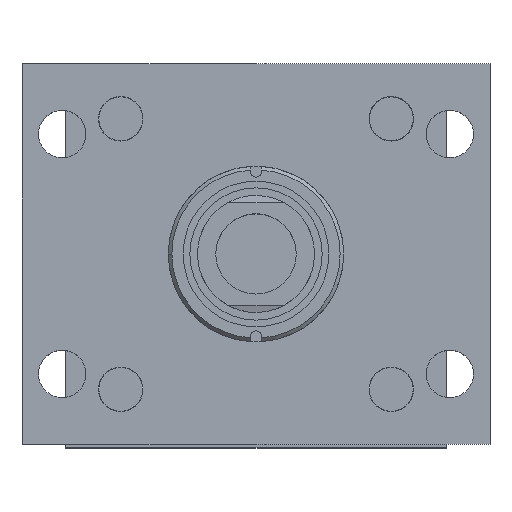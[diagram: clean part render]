
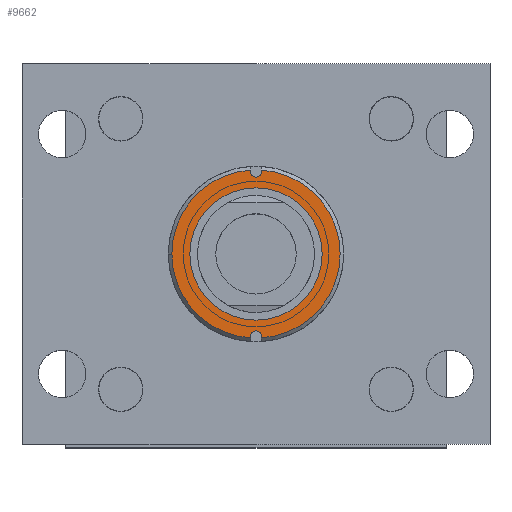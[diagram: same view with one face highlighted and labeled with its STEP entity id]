
A CAD part, top view. The second image highlights one B-rep face of the part: STEP entity #9662.
In plain terms, the highlighted planar face has unit normal (0, 0, 1).
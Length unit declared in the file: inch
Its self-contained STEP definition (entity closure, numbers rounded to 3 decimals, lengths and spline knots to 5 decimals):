
#105 = CARTESIAN_POINT ( 'NONE',  ( 19.2471, 42.4197, -2.93519 ) ) ;
#141 = EDGE_CURVE ( 'NONE', #5580, #5335, #2840, .T. ) ;
#171 = CARTESIAN_POINT ( 'NONE',  ( 19.1531, 41.0137, -2.93519 ) ) ;
#311 = DIRECTION ( 'NONE',  ( 0., 0., 1. ) ) ;
#351 = DIRECTION ( 'NONE',  ( 0., 0., -1. ) ) ;
#383 = CIRCLE ( 'NONE', #9928, 0.094 ) ;
#405 = CARTESIAN_POINT ( 'NONE',  ( 19.3411, 43.55073, -2.93519 ) ) ;
#406 = ORIENTED_EDGE ( 'NONE', *, *, #141, .F. ) ;
#664 = DIRECTION ( 'NONE',  ( 0., 0., -1. ) ) ;
#700 = ORIENTED_EDGE ( 'NONE', *, *, #11076, .T. ) ;
#1014 = DIRECTION ( 'NONE',  ( -1., 0., 0. ) ) ;
#1047 = CIRCLE ( 'NONE', #4945, 1.438 ) ;
#1095 = VERTEX_POINT ( 'NONE', #8682 ) ;
#1229 = DIRECTION ( 'NONE',  ( 0., 0., -1. ) ) ;
#1294 = CARTESIAN_POINT ( 'NONE',  ( 19.3411, 43.55073, -2.93519 ) ) ;
#1363 = CIRCLE ( 'NONE', #7287, 1.13104 ) ;
#1380 = DIRECTION ( 'NONE',  ( 0., 0., 1. ) ) ;
#1827 = AXIS2_PLACEMENT_3D ( 'NONE', #8178, #1229, #9616 ) ;
#1842 = ORIENTED_EDGE ( 'NONE', *, *, #6751, .T. ) ;
#1844 = EDGE_CURVE ( 'NONE', #5335, #5832, #5911, .T. ) ;
#2012 = EDGE_CURVE ( 'NONE', #10493, #5349, #2519, .T. ) ;
#2066 = DIRECTION ( 'NONE',  ( -1., 0., 0. ) ) ;
#2451 = AXIS2_PLACEMENT_3D ( 'NONE', #9046, #351, #2974 ) ;
#2519 = CIRCLE ( 'NONE', #7592, 1.13104 ) ;
#2654 = DIRECTION ( 'NONE',  ( 0., 0., 1. ) ) ;
#2807 = FACE_BOUND ( 'NONE', #2859, .T. ) ;
#2840 = LINE ( 'NONE', #405, #5018 ) ;
#2859 = EDGE_LOOP ( 'NONE', ( #3646, #1842 ) ) ;
#2974 = DIRECTION ( 'NONE',  ( -1., 0., 0. ) ) ;
#3103 = EDGE_CURVE ( 'NONE', #5601, #5580, #6861, .T. ) ;
#3246 = CARTESIAN_POINT ( 'NONE',  ( 19.2471, 42.4197, -2.93519 ) ) ;
#3249 = VERTEX_POINT ( 'NONE', #3484 ) ;
#3376 = DIRECTION ( 'NONE',  ( 0., -1., 0. ) ) ;
#3453 = PLANE ( 'NONE',  #11083 ) ;
#3484 = CARTESIAN_POINT ( 'NONE',  ( 19.1531, 40.98477, -2.93519 ) ) ;
#3626 = CARTESIAN_POINT ( 'NONE',  ( 19.3411, 43.85462, -2.93519 ) ) ;
#3646 = ORIENTED_EDGE ( 'NONE', *, *, #2012, .T. ) ;
#3836 = CARTESIAN_POINT ( 'NONE',  ( 19.2471, 41.0137, -2.93519 ) ) ;
#4037 = CARTESIAN_POINT ( 'NONE',  ( 19.3411, 41.0137, -2.93519 ) ) ;
#4307 = CARTESIAN_POINT ( 'NONE',  ( 19.2471, 43.55073, -2.93519 ) ) ;
#4414 = VERTEX_POINT ( 'NONE', #4037 ) ;
#4549 = CARTESIAN_POINT ( 'NONE',  ( 20.37814, 42.4197, -2.93519 ) ) ;
#4685 = CARTESIAN_POINT ( 'NONE',  ( 19.2471, 42.4197, -2.93519 ) ) ;
#4687 = CIRCLE ( 'NONE', #2451, 1.438 ) ;
#4740 = ORIENTED_EDGE ( 'NONE', *, *, #9050, .F. ) ;
#4790 = EDGE_CURVE ( 'NONE', #3249, #1095, #1047, .T. ) ;
#4845 = CARTESIAN_POINT ( 'NONE',  ( 19.2471, 43.8257, -2.93519 ) ) ;
#4853 = VERTEX_POINT ( 'NONE', #171 ) ;
#4945 = AXIS2_PLACEMENT_3D ( 'NONE', #105, #10437, #1014 ) ;
#4982 = CARTESIAN_POINT ( 'NONE',  ( 19.3411, 40.98477, -2.93519 ) ) ;
#5018 = VECTOR ( 'NONE', #5068, 39.37008 ) ;
#5068 = DIRECTION ( 'NONE',  ( 0., 1., 0. ) ) ;
#5335 = VERTEX_POINT ( 'NONE', #3626 ) ;
#5349 = VERTEX_POINT ( 'NONE', #4549 ) ;
#5402 = ORIENTED_EDGE ( 'NONE', *, *, #5739, .T. ) ;
#5580 = VERTEX_POINT ( 'NONE', #8907 ) ;
#5601 = VERTEX_POINT ( 'NONE', #7117 ) ;
#5739 = EDGE_CURVE ( 'NONE', #4414, #5832, #10897, .T. ) ;
#5832 = VERTEX_POINT ( 'NONE', #4982 ) ;
#5911 = CIRCLE ( 'NONE', #1827, 1.438 ) ;
#6338 = DIRECTION ( 'NONE',  ( 1., 0., 0. ) ) ;
#6438 = ORIENTED_EDGE ( 'NONE', *, *, #6475, .F. ) ;
#6475 = EDGE_CURVE ( 'NONE', #4853, #3249, #6880, .T. ) ;
#6751 = EDGE_CURVE ( 'NONE', #5349, #10493, #1363, .T. ) ;
#6861 = CIRCLE ( 'NONE', #9804, 0.094 ) ;
#6880 = LINE ( 'NONE', #8692, #7430 ) ;
#7054 = DIRECTION ( 'NONE',  ( 1., 0., 0. ) ) ;
#7117 = CARTESIAN_POINT ( 'NONE',  ( 19.1531, 43.8257, -2.93519 ) ) ;
#7259 = CARTESIAN_POINT ( 'NONE',  ( 19.1531, 43.55073, -2.93519 ) ) ;
#7287 = AXIS2_PLACEMENT_3D ( 'NONE', #4685, #7302, #2066 ) ;
#7295 = DIRECTION ( 'NONE',  ( 0., 1., 0. ) ) ;
#7302 = DIRECTION ( 'NONE',  ( 0., 0., -1. ) ) ;
#7430 = VECTOR ( 'NONE', #3376, 39.37008 ) ;
#7474 = ORIENTED_EDGE ( 'NONE', *, *, #1844, .F. ) ;
#7592 = AXIS2_PLACEMENT_3D ( 'NONE', #3246, #664, #7713 ) ;
#7713 = DIRECTION ( 'NONE',  ( -1., 0., 0. ) ) ;
#7800 = VECTOR ( 'NONE', #7295, 39.37008 ) ;
#8151 = DIRECTION ( 'NONE',  ( 1., 0., 0. ) ) ;
#8178 = CARTESIAN_POINT ( 'NONE',  ( 19.2471, 42.4197, -2.93519 ) ) ;
#8366 = VECTOR ( 'NONE', #8946, 39.37008 ) ;
#8598 = EDGE_LOOP ( 'NONE', ( #4740, #5402, #7474, #406, #10852, #700, #10104, #10507, #6438 ) ) ;
#8682 = CARTESIAN_POINT ( 'NONE',  ( 17.8091, 42.4197, -2.93519 ) ) ;
#8692 = CARTESIAN_POINT ( 'NONE',  ( 19.1531, 43.55073, -2.93519 ) ) ;
#8766 = FACE_OUTER_BOUND ( 'NONE', #8598, .T. ) ;
#8780 = CARTESIAN_POINT ( 'NONE',  ( 19.1531, 43.85462, -2.93519 ) ) ;
#8907 = CARTESIAN_POINT ( 'NONE',  ( 19.3411, 43.8257, -2.93519 ) ) ;
#8946 = DIRECTION ( 'NONE',  ( 0., -1., 0. ) ) ;
#9046 = CARTESIAN_POINT ( 'NONE',  ( 19.2471, 42.4197, -2.93519 ) ) ;
#9050 = EDGE_CURVE ( 'NONE', #4414, #4853, #383, .T. ) ;
#9616 = DIRECTION ( 'NONE',  ( -1., 0., 0. ) ) ;
#9662 = ADVANCED_FACE ( 'NONE', ( #8766, #2807 ), #3453, .T. ) ;
#9796 = LINE ( 'NONE', #7259, #7800 ) ;
#9804 = AXIS2_PLACEMENT_3D ( 'NONE', #4845, #1380, #8151 ) ;
#9928 = AXIS2_PLACEMENT_3D ( 'NONE', #3836, #311, #6338 ) ;
#10104 = ORIENTED_EDGE ( 'NONE', *, *, #10971, .F. ) ;
#10437 = DIRECTION ( 'NONE',  ( 0., 0., -1. ) ) ;
#10493 = VERTEX_POINT ( 'NONE', #11041 ) ;
#10507 = ORIENTED_EDGE ( 'NONE', *, *, #4790, .F. ) ;
#10840 = VERTEX_POINT ( 'NONE', #8780 ) ;
#10852 = ORIENTED_EDGE ( 'NONE', *, *, #3103, .F. ) ;
#10897 = LINE ( 'NONE', #1294, #8366 ) ;
#10971 = EDGE_CURVE ( 'NONE', #1095, #10840, #4687, .T. ) ;
#11041 = CARTESIAN_POINT ( 'NONE',  ( 18.11607, 42.4197, -2.93519 ) ) ;
#11076 = EDGE_CURVE ( 'NONE', #5601, #10840, #9796, .T. ) ;
#11083 = AXIS2_PLACEMENT_3D ( 'NONE', #4307, #2654, #7054 ) ;
